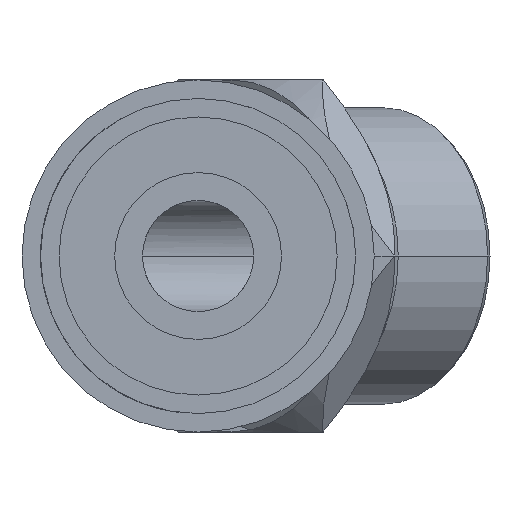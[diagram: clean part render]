
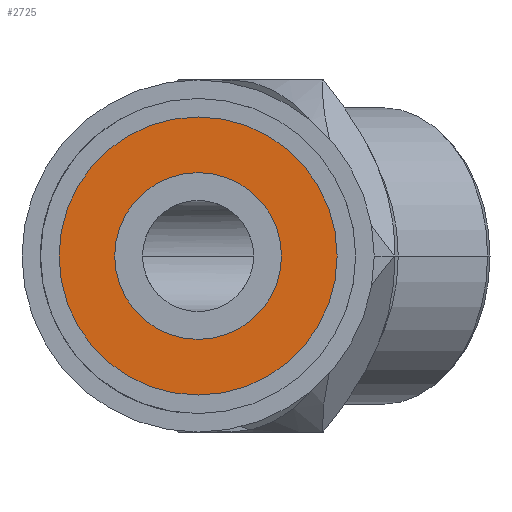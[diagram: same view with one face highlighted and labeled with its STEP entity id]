
A CAD part, left-side view. The second image highlights one B-rep face of the part: STEP entity #2725.
In plain terms, the highlighted planar face has unit normal (-1, 0, 0).
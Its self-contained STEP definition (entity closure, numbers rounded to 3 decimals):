
#198 = DIRECTION ( 'NONE',  ( 0., 0., 1. ) ) ;
#202 = CARTESIAN_POINT ( 'NONE',  ( 0., 0., -7.5 ) ) ;
#306 = DIRECTION ( 'NONE',  ( 1., 0., 0. ) ) ;
#310 = ORIENTED_EDGE ( 'NONE', *, *, #4771, .T. ) ;
#703 = ORIENTED_EDGE ( 'NONE', *, *, #1615, .T. ) ;
#1020 = AXIS2_PLACEMENT_3D ( 'NONE', #2877, #3707, #198 ) ;
#1577 = CARTESIAN_POINT ( 'NONE',  ( 0., 0., 0. ) ) ;
#1615 = EDGE_CURVE ( 'NONE', #6691, #5988, #6725, .T. ) ;
#1659 = CARTESIAN_POINT ( 'NONE',  ( 0., 0., 0. ) ) ;
#1801 = EDGE_LOOP ( 'NONE', ( #703, #7548 ) ) ;
#1887 = VERTEX_POINT ( 'NONE', #202 ) ;
#2119 = PLANE ( 'NONE',  #4633 ) ;
#2340 = DIRECTION ( 'NONE',  ( 0., 0., -1. ) ) ;
#2597 = DIRECTION ( 'NONE',  ( -1., 0., 0. ) ) ;
#2725 = ADVANCED_FACE ( 'NONE', ( #8640, #5031 ), #2119, .F. ) ;
#2734 = EDGE_CURVE ( 'NONE', #5988, #6691, #3001, .T. ) ;
#2877 = CARTESIAN_POINT ( 'NONE',  ( 0., 0., 0. ) ) ;
#2949 = DIRECTION ( 'NONE',  ( 1., 0., 0. ) ) ;
#3001 = CIRCLE ( 'NONE', #6546, 4.5 ) ;
#3640 = DIRECTION ( 'NONE',  ( 0., 0., -1. ) ) ;
#3707 = DIRECTION ( 'NONE',  ( -1., 0., 0. ) ) ;
#3894 = AXIS2_PLACEMENT_3D ( 'NONE', #8940, #2597, #5421 ) ;
#3918 = AXIS2_PLACEMENT_3D ( 'NONE', #1659, #306, #2340 ) ;
#4633 = AXIS2_PLACEMENT_3D ( 'NONE', #7850, #7154, #3640 ) ;
#4771 = EDGE_CURVE ( 'NONE', #1887, #5089, #7708, .T. ) ;
#5031 = FACE_OUTER_BOUND ( 'NONE', #7504, .T. ) ;
#5089 = VERTEX_POINT ( 'NONE', #7709 ) ;
#5145 = CIRCLE ( 'NONE', #1020, 7.5 ) ;
#5421 = DIRECTION ( 'NONE',  ( 0., 0., 1. ) ) ;
#5768 = DIRECTION ( 'NONE',  ( 0., 0., -1. ) ) ;
#5988 = VERTEX_POINT ( 'NONE', #8296 ) ;
#6030 = EDGE_CURVE ( 'NONE', #5089, #1887, #5145, .T. ) ;
#6471 = CARTESIAN_POINT ( 'NONE',  ( 0., 0., 4.5 ) ) ;
#6546 = AXIS2_PLACEMENT_3D ( 'NONE', #1577, #2949, #5768 ) ;
#6691 = VERTEX_POINT ( 'NONE', #6471 ) ;
#6725 = CIRCLE ( 'NONE', #3918, 4.5 ) ;
#7154 = DIRECTION ( 'NONE',  ( 1., 0., 0. ) ) ;
#7504 = EDGE_LOOP ( 'NONE', ( #8817, #310 ) ) ;
#7548 = ORIENTED_EDGE ( 'NONE', *, *, #2734, .T. ) ;
#7708 = CIRCLE ( 'NONE', #3894, 7.5 ) ;
#7709 = CARTESIAN_POINT ( 'NONE',  ( 0., 0., 7.5 ) ) ;
#7850 = CARTESIAN_POINT ( 'NONE',  ( 0., 0., 0. ) ) ;
#8296 = CARTESIAN_POINT ( 'NONE',  ( 0., 0., -4.5 ) ) ;
#8640 = FACE_BOUND ( 'NONE', #1801, .T. ) ;
#8817 = ORIENTED_EDGE ( 'NONE', *, *, #6030, .T. ) ;
#8940 = CARTESIAN_POINT ( 'NONE',  ( 0., 0., 0. ) ) ;
